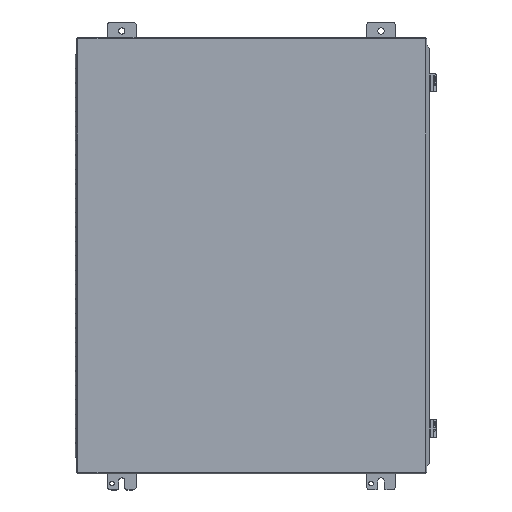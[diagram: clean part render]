
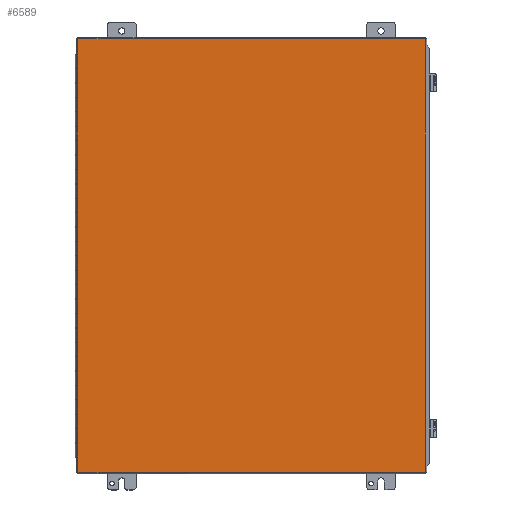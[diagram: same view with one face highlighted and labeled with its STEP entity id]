
A CAD part, top view. The second image highlights one B-rep face of the part: STEP entity #6589.
In plain terms, the highlighted planar face has unit normal (0, 0, 1).
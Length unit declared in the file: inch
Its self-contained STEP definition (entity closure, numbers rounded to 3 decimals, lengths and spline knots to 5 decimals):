
#5599=CARTESIAN_POINT('',(24.2204,0.0896,0.074));
#5600=VERTEX_POINT('',#5599);
#5611=CARTESIAN_POINT('',(0.0896,0.0896,0.074));
#5612=VERTEX_POINT('',#5611);
#5613=CARTESIAN_POINT('',(0.0896,0.0896,0.074));
#5614=DIRECTION('',(1.0,0.0,0.0));
#5615=VECTOR('',#5614,24.1308);
#5616=LINE('',#5613,#5615);
#5617=EDGE_CURVE('',#5612,#5600,#5616,.T.);
#5889=CARTESIAN_POINT('',(0.0896,30.2204,0.074));
#5890=VERTEX_POINT('',#5889);
#5891=CARTESIAN_POINT('',(0.0896,30.2204,0.074));
#5892=DIRECTION('',(0.0,-1.0,0.0));
#5893=VECTOR('',#5892,30.1308);
#5894=LINE('',#5891,#5893);
#5895=EDGE_CURVE('',#5890,#5612,#5894,.T.);
#6141=CARTESIAN_POINT('',(24.2204,30.2204,0.074));
#6142=VERTEX_POINT('',#6141);
#6153=CARTESIAN_POINT('',(24.2204,0.0896,0.074));
#6154=DIRECTION('',(0.0,1.0,0.0));
#6155=VECTOR('',#6154,30.1308);
#6156=LINE('',#6153,#6155);
#6157=EDGE_CURVE('',#5600,#6142,#6156,.T.);
#6329=CARTESIAN_POINT('',(24.2204,30.2204,0.074));
#6330=DIRECTION('',(-1.0,0.0,0.0));
#6331=VECTOR('',#6330,24.1308);
#6332=LINE('',#6329,#6331);
#6333=EDGE_CURVE('',#6142,#5890,#6332,.T.);
#6578=CARTESIAN_POINT('',(12.155,15.155,0.074));
#6579=DIRECTION('',(0.0,0.0,1.0));
#6580=DIRECTION('',(1.0,0.0,0.0));
#6581=AXIS2_PLACEMENT_3D('',#6578,#6579,#6580);
#6582=PLANE('',#6581);
#6583=ORIENTED_EDGE('',*,*,#5617,.T.);
#6584=ORIENTED_EDGE('',*,*,#6157,.T.);
#6585=ORIENTED_EDGE('',*,*,#6333,.T.);
#6586=ORIENTED_EDGE('',*,*,#5895,.T.);
#6587=EDGE_LOOP('',(#6583,#6584,#6585,#6586));
#6588=FACE_OUTER_BOUND('',#6587,.T.);
#6589=ADVANCED_FACE('',(#6588),#6582,.T.);
